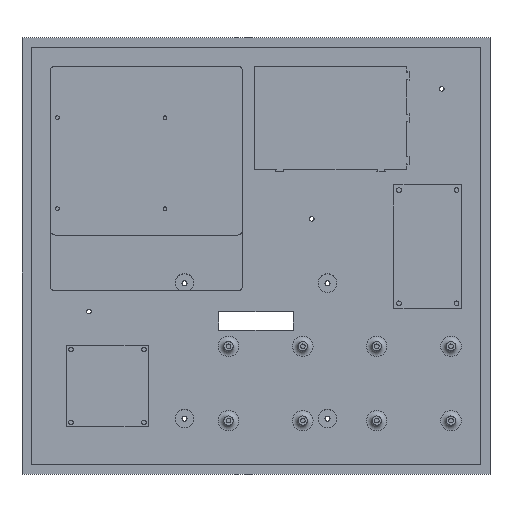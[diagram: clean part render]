
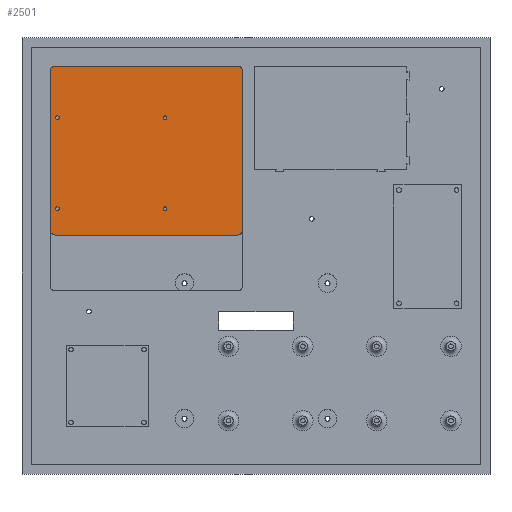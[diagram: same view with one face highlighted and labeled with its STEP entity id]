
A CAD part, top view. The second image highlights one B-rep face of the part: STEP entity #2501.
In plain terms, the highlighted planar face has unit normal (0, 0, 1).
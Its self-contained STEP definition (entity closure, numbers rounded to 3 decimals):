
#75=FACE_BOUND('',#531,.T.);
#76=FACE_BOUND('',#532,.T.);
#77=FACE_BOUND('',#533,.T.);
#78=FACE_BOUND('',#534,.T.);
#168=PLANE('',#2788);
#323=FACE_OUTER_BOUND('',#530,.T.);
#530=EDGE_LOOP('',(#2255,#2256,#2257,#2258,#2259,#2260,#2261,#2262));
#531=EDGE_LOOP('',(#2263));
#532=EDGE_LOOP('',(#2264));
#533=EDGE_LOOP('',(#2265));
#534=EDGE_LOOP('',(#2266));
#732=LINE('',#4206,#946);
#737=LINE('',#4217,#951);
#740=LINE('',#4227,#954);
#742=LINE('',#4233,#956);
#946=VECTOR('',#3491,10.);
#951=VECTOR('',#3502,10.);
#954=VECTOR('',#3515,10.);
#956=VECTOR('',#3523,10.);
#979=CIRCLE('',#2539,1.);
#981=CIRCLE('',#2543,1.);
#983=CIRCLE('',#2547,1.);
#985=CIRCLE('',#2551,1.);
#1087=CIRCLE('',#2778,2.55);
#1088=CIRCLE('',#2781,2.55);
#1089=CIRCLE('',#2783,2.55);
#1090=CIRCLE('',#2786,2.55);
#1105=VERTEX_POINT('',#3604);
#1107=VERTEX_POINT('',#3611);
#1109=VERTEX_POINT('',#3618);
#1111=VERTEX_POINT('',#3625);
#1295=VERTEX_POINT('',#4203);
#1296=VERTEX_POINT('',#4205);
#1297=VERTEX_POINT('',#4209);
#1298=VERTEX_POINT('',#4211);
#1299=VERTEX_POINT('',#4215);
#1300=VERTEX_POINT('',#4221);
#1301=VERTEX_POINT('',#4225);
#1302=VERTEX_POINT('',#4229);
#1332=EDGE_CURVE('',#1105,#1105,#979,.T.);
#1335=EDGE_CURVE('',#1107,#1107,#981,.T.);
#1338=EDGE_CURVE('',#1109,#1109,#983,.T.);
#1341=EDGE_CURVE('',#1111,#1111,#985,.T.);
#1612=EDGE_CURVE('',#1295,#1296,#732,.T.);
#1615=EDGE_CURVE('',#1297,#1298,#1087,.T.);
#1618=EDGE_CURVE('',#1299,#1297,#737,.T.);
#1619=EDGE_CURVE('',#1296,#1299,#1088,.T.);
#1621=EDGE_CURVE('',#1300,#1295,#1089,.T.);
#1623=EDGE_CURVE('',#1301,#1300,#740,.T.);
#1625=EDGE_CURVE('',#1302,#1301,#1090,.T.);
#1626=EDGE_CURVE('',#1298,#1302,#742,.T.);
#2255=ORIENTED_EDGE('',*,*,#1615,.F.);
#2256=ORIENTED_EDGE('',*,*,#1618,.F.);
#2257=ORIENTED_EDGE('',*,*,#1619,.F.);
#2258=ORIENTED_EDGE('',*,*,#1612,.F.);
#2259=ORIENTED_EDGE('',*,*,#1621,.F.);
#2260=ORIENTED_EDGE('',*,*,#1623,.F.);
#2261=ORIENTED_EDGE('',*,*,#1625,.F.);
#2262=ORIENTED_EDGE('',*,*,#1626,.F.);
#2263=ORIENTED_EDGE('',*,*,#1332,.T.);
#2264=ORIENTED_EDGE('',*,*,#1335,.T.);
#2265=ORIENTED_EDGE('',*,*,#1338,.T.);
#2266=ORIENTED_EDGE('',*,*,#1341,.T.);
#2501=ADVANCED_FACE('',(#323,#75,#76,#77,#78),#168,.F.);
#2539=AXIS2_PLACEMENT_3D('',#3605,#2843,#2844);
#2543=AXIS2_PLACEMENT_3D('',#3612,#2852,#2853);
#2547=AXIS2_PLACEMENT_3D('',#3619,#2861,#2862);
#2551=AXIS2_PLACEMENT_3D('',#3626,#2870,#2871);
#2778=AXIS2_PLACEMENT_3D('',#4212,#3496,#3497);
#2781=AXIS2_PLACEMENT_3D('',#4219,#3505,#3506);
#2783=AXIS2_PLACEMENT_3D('',#4223,#3510,#3511);
#2786=AXIS2_PLACEMENT_3D('',#4231,#3519,#3520);
#2788=AXIS2_PLACEMENT_3D('',#4234,#3524,#3525);
#2843=DIRECTION('center_axis',(0.,0.,
-1.));
#2844=DIRECTION('ref_axis',(1.,0.,0.));
#2852=DIRECTION('center_axis',(0.,0.,
-1.));
#2853=DIRECTION('ref_axis',(1.,0.,0.));
#2861=DIRECTION('center_axis',(0.,0.,
-1.));
#2862=DIRECTION('ref_axis',(1.,0.,0.));
#2870=DIRECTION('center_axis',(0.,0.,
-1.));
#2871=DIRECTION('ref_axis',(1.,0.,0.));
#3491=DIRECTION('',(0.,-1.,0.));
#3496=DIRECTION('center_axis',(0.,0.,
-1.));
#3497=DIRECTION('ref_axis',(0.,-1.,0.));
#3502=DIRECTION('',(-1.,0.,0.));
#3505=DIRECTION('center_axis',(0.,0.,
-1.));
#3506=DIRECTION('ref_axis',(1.,0.,0.));
#3510=DIRECTION('center_axis',(0.,0.,
-1.));
#3511=DIRECTION('ref_axis',(0.,1.,0.));
#3515=DIRECTION('',(1.,0.,0.));
#3519=DIRECTION('center_axis',(0.,0.,
-1.));
#3520=DIRECTION('ref_axis',(-1.,0.,0.));
#3523=DIRECTION('',(0.,1.,0.));
#3524=DIRECTION('center_axis',(0.,0.,
-1.));
#3525=DIRECTION('ref_axis',(1.,0.,0.));
#3604=CARTESIAN_POINT('',(-108.,74.5,3.5));
#3605=CARTESIAN_POINT('Origin',(-107.,74.5,3.5));
#3611=CARTESIAN_POINT('',(-108.,25.5,3.5));
#3612=CARTESIAN_POINT('Origin',(-107.,25.5,3.5));
#3618=CARTESIAN_POINT('',(-50.,74.5,3.5));
#3619=CARTESIAN_POINT('Origin',(-49.,74.5,3.5));
#3625=CARTESIAN_POINT('',(-50.,25.5,3.5));
#3626=CARTESIAN_POINT('Origin',(-49.,25.5,3.5));
#4203=CARTESIAN_POINT('',(-7.249,99.7,3.5));
#4205=CARTESIAN_POINT('',(-7.249,13.8,3.5));
#4206=CARTESIAN_POINT('',(-7.249,99.7,3.5));
#4209=CARTESIAN_POINT('',(-108.199,11.25,3.5));
#4211=CARTESIAN_POINT('',(-110.749,13.8,3.5));
#4212=CARTESIAN_POINT('Origin',(-108.199,13.8,3.5));
#4215=CARTESIAN_POINT('',(-9.799,11.25,3.5));
#4217=CARTESIAN_POINT('',(-9.799,11.25,3.5));
#4219=CARTESIAN_POINT('Origin',(-9.799,13.8,3.5));
#4221=CARTESIAN_POINT('',(-9.799,102.25,3.5));
#4223=CARTESIAN_POINT('Origin',(-9.799,99.7,3.5));
#4225=CARTESIAN_POINT('',(-108.199,102.25,3.5));
#4227=CARTESIAN_POINT('',(-108.199,102.25,3.5));
#4229=CARTESIAN_POINT('',(-110.749,99.7,3.5));
#4231=CARTESIAN_POINT('Origin',(-108.199,99.7,3.5));
#4233=CARTESIAN_POINT('',(-110.749,13.8,3.5));
#4234=CARTESIAN_POINT('Origin',(-58.999,56.75,3.5));
